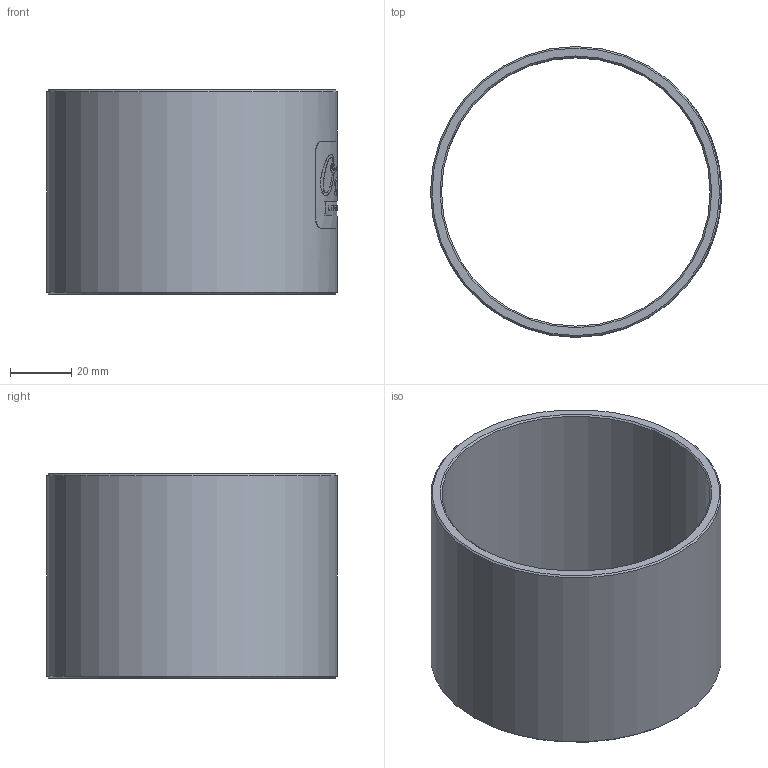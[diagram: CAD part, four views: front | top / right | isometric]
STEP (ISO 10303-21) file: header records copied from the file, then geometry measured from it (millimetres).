
FILE_DESCRIPTION(/* description */ (''),/* implementation_level */ '2;1');
FILE_NAME(/* name */ '51021 Muffe 30r.stp',/* time_stamp */ '2015-05-18T10:57:57+02:00',/* author */ ('guzb562'),/* organization */ (''),/* preprocessor_version */ 'ST-DEVELOPER v15.6',/* originating_system */ 'Autodesk Inventor 2015',/* authorisation */ '68804,9 mm^3');
FILE_SCHEMA (('AUTOMOTIVE_DESIGN { 1 0 10303 214 3 1 1 }'));
Length unit declared in the file: millimetre
Products named in the file (1): 51021 Muffe 30r
Bounding box: 95.1 x 95 x 66.7 mm (x, y, z)
Volume: 68924.8 mm3; surface area: 40098.6 mm2
Topology: 1 solids, 1 shells, 213 faces, 566 edges, 376 vertices
Faces by surface type: plane 103, bspline 78, cylinder 28, cone 4
Full cylindrical faces by diameter (mm): 87.8 x1, 95 x1
Entity records: 8627 total; most frequent: CARTESIAN_POINT 3699, ORIENTED_EDGE 1114, DIRECTION 825, EDGE_CURVE 557, VERTEX_POINT 374, AXIS2_PLACEMENT_3D 296, EDGE_LOOP 243, LINE 233
